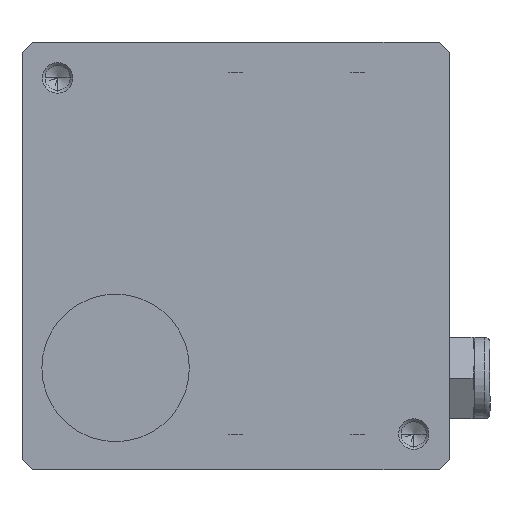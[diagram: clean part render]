
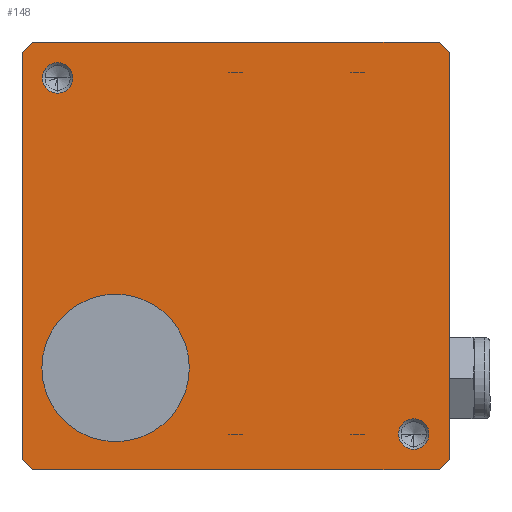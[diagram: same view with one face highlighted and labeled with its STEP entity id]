
A CAD part, front view. The second image highlights one B-rep face of the part: STEP entity #148.
In plain terms, the highlighted planar face has unit normal (0, -1, 0).
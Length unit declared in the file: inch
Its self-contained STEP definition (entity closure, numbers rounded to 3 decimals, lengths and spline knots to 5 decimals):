
#121 = CARTESIAN_POINT ( 'NONE',  ( 0.82677, 0., -0.7874 ) ) ;
#148 = ADVANCED_FACE ( 'NONE', ( #14613, #840, #13753, #7865 ), #5556, .F. ) ;
#168 = LINE ( 'NONE', #2792, #1540 ) ;
#522 = VERTEX_POINT ( 'NONE', #9482 ) ;
#548 = VERTEX_POINT ( 'NONE', #3586 ) ;
#578 = AXIS2_PLACEMENT_3D ( 'NONE', #9789, #2890, #14451 ) ;
#840 = FACE_BOUND ( 'NONE', #2276, .T. ) ;
#888 = DIRECTION ( 'NONE',  ( 1., 0., 0. ) ) ;
#999 = CARTESIAN_POINT ( 'NONE',  ( 0.68898, 0., -0.74803 ) ) ;
#1258 = ORIENTED_EDGE ( 'NONE', *, *, #13136, .F. ) ;
#1540 = VECTOR ( 'NONE', #7514, 39.37008 ) ;
#1856 = ORIENTED_EDGE ( 'NONE', *, *, #10106, .F. ) ;
#1884 = DIRECTION ( 'NONE',  ( 0., 0., 1. ) ) ;
#1996 = CARTESIAN_POINT ( 'NONE',  ( -0.46457, 0., -0.43307 ) ) ;
#2040 = LINE ( 'NONE', #11485, #6322 ) ;
#2156 = CIRCLE ( 'NONE', #3385, 0.28543 ) ;
#2276 = EDGE_LOOP ( 'NONE', ( #1856, #11319 ) ) ;
#2477 = ORIENTED_EDGE ( 'NONE', *, *, #10123, .F. ) ;
#2546 = CARTESIAN_POINT ( 'NONE',  ( 0.7874, 0., -0.82677 ) ) ;
#2640 = VERTEX_POINT ( 'NONE', #10300 ) ;
#2792 = CARTESIAN_POINT ( 'NONE',  ( -0.82677, 0., 0.7874 ) ) ;
#2794 = ORIENTED_EDGE ( 'NONE', *, *, #4027, .F. ) ;
#2890 = DIRECTION ( 'NONE',  ( 0., -1., 0. ) ) ;
#2904 = CARTESIAN_POINT ( 'NONE',  ( -0.46457, 0., -0.43307 ) ) ;
#2920 = VERTEX_POINT ( 'NONE', #11114 ) ;
#3312 = VECTOR ( 'NONE', #15061, 39.37008 ) ;
#3385 = AXIS2_PLACEMENT_3D ( 'NONE', #2904, #4224, #7708 ) ;
#3586 = CARTESIAN_POINT ( 'NONE',  ( -0.68898, 0., 0.74803 ) ) ;
#3681 = CIRCLE ( 'NONE', #13558, 0.28543 ) ;
#3829 = CARTESIAN_POINT ( 'NONE',  ( 0.7874, 0., 0.82677 ) ) ;
#4027 = EDGE_CURVE ( 'NONE', #5963, #522, #3681, .T. ) ;
#4210 = DIRECTION ( 'NONE',  ( 0., 0., -1. ) ) ;
#4224 = DIRECTION ( 'NONE',  ( 0., -1., 0. ) ) ;
#4247 = DIRECTION ( 'NONE',  ( 0., -1., 0. ) ) ;
#4331 = EDGE_CURVE ( 'NONE', #14569, #7300, #168, .T. ) ;
#4344 = VECTOR ( 'NONE', #4922, 39.37008 ) ;
#4396 = CIRCLE ( 'NONE', #8358, 0.05906 ) ;
#4480 = LINE ( 'NONE', #6730, #7467 ) ;
#4871 = ORIENTED_EDGE ( 'NONE', *, *, #7921, .T. ) ;
#4922 = DIRECTION ( 'NONE',  ( -0.707, 0., -0.707 ) ) ;
#5331 = EDGE_CURVE ( 'NONE', #522, #5963, #2156, .T. ) ;
#5342 = CARTESIAN_POINT ( 'NONE',  ( 0.68898, 0., -0.68898 ) ) ;
#5386 = DIRECTION ( 'NONE',  ( 0., -1., 0. ) ) ;
#5423 = DIRECTION ( 'NONE',  ( -0.707, 0., 0.707 ) ) ;
#5539 = CIRCLE ( 'NONE', #6514, 0.05906 ) ;
#5556 = PLANE ( 'NONE',  #12593 ) ;
#5729 = VERTEX_POINT ( 'NONE', #11286 ) ;
#5963 = VERTEX_POINT ( 'NONE', #9872 ) ;
#6052 = EDGE_CURVE ( 'NONE', #8711, #14569, #7704, .T. ) ;
#6156 = VERTEX_POINT ( 'NONE', #999 ) ;
#6322 = VECTOR ( 'NONE', #1884, 39.37008 ) ;
#6402 = EDGE_CURVE ( 'NONE', #9790, #6156, #4396, .T. ) ;
#6448 = CIRCLE ( 'NONE', #9428, 0.05906 ) ;
#6497 = DIRECTION ( 'NONE',  ( 0., 0., -1. ) ) ;
#6514 = AXIS2_PLACEMENT_3D ( 'NONE', #7924, #5386, #4210 ) ;
#6688 = CARTESIAN_POINT ( 'NONE',  ( 0.7874, 0., 0.82677 ) ) ;
#6730 = CARTESIAN_POINT ( 'NONE',  ( -0.7874, 0., -0.82677 ) ) ;
#6785 = DIRECTION ( 'NONE',  ( 0., 0., -1. ) ) ;
#6913 = LINE ( 'NONE', #12790, #12540 ) ;
#7300 = VERTEX_POINT ( 'NONE', #8737 ) ;
#7320 = ORIENTED_EDGE ( 'NONE', *, *, #5331, .F. ) ;
#7457 = ORIENTED_EDGE ( 'NONE', *, *, #9287, .F. ) ;
#7467 = VECTOR ( 'NONE', #5423, 39.37008 ) ;
#7514 = DIRECTION ( 'NONE',  ( -0.707, 0., -0.707 ) ) ;
#7704 = LINE ( 'NONE', #13754, #12289 ) ;
#7708 = DIRECTION ( 'NONE',  ( 0., 0., -1. ) ) ;
#7787 = DIRECTION ( 'NONE',  ( -1., 0., 0. ) ) ;
#7794 = DIRECTION ( 'NONE',  ( 0., 0., -1. ) ) ;
#7865 = FACE_BOUND ( 'NONE', #12642, .T. ) ;
#7921 = EDGE_CURVE ( 'NONE', #7300, #8065, #6913, .T. ) ;
#7924 = CARTESIAN_POINT ( 'NONE',  ( 0.68898, 0., -0.68898 ) ) ;
#8065 = VERTEX_POINT ( 'NONE', #11055 ) ;
#8096 = CARTESIAN_POINT ( 'NONE',  ( -0.68898, 0., 0.68898 ) ) ;
#8295 = DIRECTION ( 'NONE',  ( 0., 0., -1. ) ) ;
#8358 = AXIS2_PLACEMENT_3D ( 'NONE', #5342, #4247, #6497 ) ;
#8711 = VERTEX_POINT ( 'NONE', #3829 ) ;
#8737 = CARTESIAN_POINT ( 'NONE',  ( -0.82677, 0., 0.7874 ) ) ;
#8888 = CARTESIAN_POINT ( 'NONE',  ( -0.7874, 0., -0.82677 ) ) ;
#9015 = LINE ( 'NONE', #6688, #3312 ) ;
#9266 = DIRECTION ( 'NONE',  ( 0., -1., 0. ) ) ;
#9287 = EDGE_CURVE ( 'NONE', #10863, #8065, #4480, .T. ) ;
#9388 = VERTEX_POINT ( 'NONE', #2546 ) ;
#9428 = AXIS2_PLACEMENT_3D ( 'NONE', #8096, #9266, #6785 ) ;
#9482 = CARTESIAN_POINT ( 'NONE',  ( -0.46457, 0., -0.14764 ) ) ;
#9789 = CARTESIAN_POINT ( 'NONE',  ( -0.68898, 0., 0.68898 ) ) ;
#9790 = VERTEX_POINT ( 'NONE', #12898 ) ;
#9872 = CARTESIAN_POINT ( 'NONE',  ( -0.46457, 0., -0.7185 ) ) ;
#10106 = EDGE_CURVE ( 'NONE', #6156, #9790, #5539, .T. ) ;
#10121 = ORIENTED_EDGE ( 'NONE', *, *, #11168, .F. ) ;
#10123 = EDGE_CURVE ( 'NONE', #8711, #2640, #9015, .T. ) ;
#10300 = CARTESIAN_POINT ( 'NONE',  ( 0.82677, 0., 0.7874 ) ) ;
#10717 = LINE ( 'NONE', #121, #4344 ) ;
#10863 = VERTEX_POINT ( 'NONE', #8888 ) ;
#10970 = ORIENTED_EDGE ( 'NONE', *, *, #13450, .T. ) ;
#11055 = CARTESIAN_POINT ( 'NONE',  ( -0.82677, 0., -0.7874 ) ) ;
#11114 = CARTESIAN_POINT ( 'NONE',  ( 0.82677, 0., -0.7874 ) ) ;
#11168 = EDGE_CURVE ( 'NONE', #5729, #548, #13418, .T. ) ;
#11286 = CARTESIAN_POINT ( 'NONE',  ( -0.68898, 0., 0.62992 ) ) ;
#11319 = ORIENTED_EDGE ( 'NONE', *, *, #6402, .F. ) ;
#11363 = EDGE_LOOP ( 'NONE', ( #10121, #14672 ) ) ;
#11391 = CARTESIAN_POINT ( 'NONE',  ( 0.7874, 0., -0.82677 ) ) ;
#11437 = DIRECTION ( 'NONE',  ( 0., -1., 0. ) ) ;
#11485 = CARTESIAN_POINT ( 'NONE',  ( 0.82677, 0., 0.7874 ) ) ;
#11589 = DIRECTION ( 'NONE',  ( 0., 0., 1. ) ) ;
#11948 = ORIENTED_EDGE ( 'NONE', *, *, #6052, .T. ) ;
#12021 = VECTOR ( 'NONE', #888, 39.37008 ) ;
#12289 = VECTOR ( 'NONE', #7787, 39.37008 ) ;
#12540 = VECTOR ( 'NONE', #8295, 39.37008 ) ;
#12593 = AXIS2_PLACEMENT_3D ( 'NONE', #13835, #14292, #11589 ) ;
#12642 = EDGE_LOOP ( 'NONE', ( #2794, #7320 ) ) ;
#12730 = CARTESIAN_POINT ( 'NONE',  ( -0.7874, 0., 0.82677 ) ) ;
#12790 = CARTESIAN_POINT ( 'NONE',  ( -0.82677, 0., -0.7874 ) ) ;
#12898 = CARTESIAN_POINT ( 'NONE',  ( 0.68898, 0., -0.62992 ) ) ;
#13136 = EDGE_CURVE ( 'NONE', #2920, #9388, #10717, .T. ) ;
#13286 = EDGE_LOOP ( 'NONE', ( #1258, #10970, #2477, #11948, #14331, #4871, #7457, #14500 ) ) ;
#13418 = CIRCLE ( 'NONE', #578, 0.05906 ) ;
#13427 = EDGE_CURVE ( 'NONE', #10863, #9388, #14962, .T. ) ;
#13450 = EDGE_CURVE ( 'NONE', #2920, #2640, #2040, .T. ) ;
#13558 = AXIS2_PLACEMENT_3D ( 'NONE', #1996, #11437, #7794 ) ;
#13753 = FACE_BOUND ( 'NONE', #11363, .T. ) ;
#13754 = CARTESIAN_POINT ( 'NONE',  ( -0.7874, 0., 0.82677 ) ) ;
#13835 = CARTESIAN_POINT ( 'NONE',  ( 0., 0., 0. ) ) ;
#14218 = EDGE_CURVE ( 'NONE', #548, #5729, #6448, .T. ) ;
#14292 = DIRECTION ( 'NONE',  ( 0., 1., 0. ) ) ;
#14331 = ORIENTED_EDGE ( 'NONE', *, *, #4331, .T. ) ;
#14451 = DIRECTION ( 'NONE',  ( 0., 0., -1. ) ) ;
#14500 = ORIENTED_EDGE ( 'NONE', *, *, #13427, .T. ) ;
#14569 = VERTEX_POINT ( 'NONE', #12730 ) ;
#14613 = FACE_OUTER_BOUND ( 'NONE', #13286, .T. ) ;
#14672 = ORIENTED_EDGE ( 'NONE', *, *, #14218, .F. ) ;
#14962 = LINE ( 'NONE', #11391, #12021 ) ;
#15061 = DIRECTION ( 'NONE',  ( 0.707, 0., -0.707 ) ) ;
